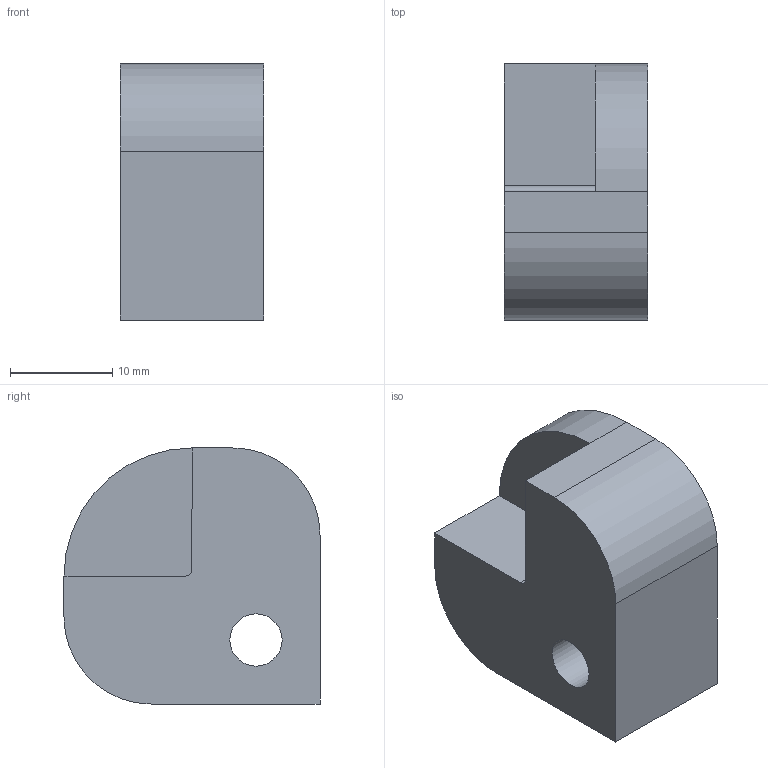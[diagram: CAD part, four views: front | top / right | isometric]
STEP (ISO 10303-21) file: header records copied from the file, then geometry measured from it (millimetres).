
FILE_DESCRIPTION(/* description */ (''),/* implementation_level */ '2;1');
FILE_NAME(/* name */ 'Breadboard Mount.step',/* time_stamp */ '2016-06-19T08:27:21-04:00',/* author */ (''),/* organization */ (''),/* preprocessor_version */ 'ST-DEVELOPER v16.5',/* originating_system */ 'Autodesk Translation Framework v5.0.0.3310',/* authorisation */ '');
FILE_SCHEMA (('AUTOMOTIVE_DESIGN { 1 0 10303 214 3 1 1 }'));
Length unit declared in the file: centimetre
Products named in the file (1): Breadboard Mounts v2
Bounding box: 14 x 25 x 25 mm (x, y, z)
Volume: 6468.9 mm3; surface area: 2572.6 mm2
Topology: 1 solids, 1 shells, 14 faces, 34 edges, 22 vertices
Faces by surface type: plane 9, cylinder 5
Full cylindrical faces by diameter (mm): 5.1 x1
Entity records: 435 total; most frequent: DIRECTION 73, CARTESIAN_POINT 70, ORIENTED_EDGE 66, EDGE_CURVE 33, AXIS2_PLACEMENT_3D 25, LINE 23, VECTOR 23, VERTEX_POINT 22
